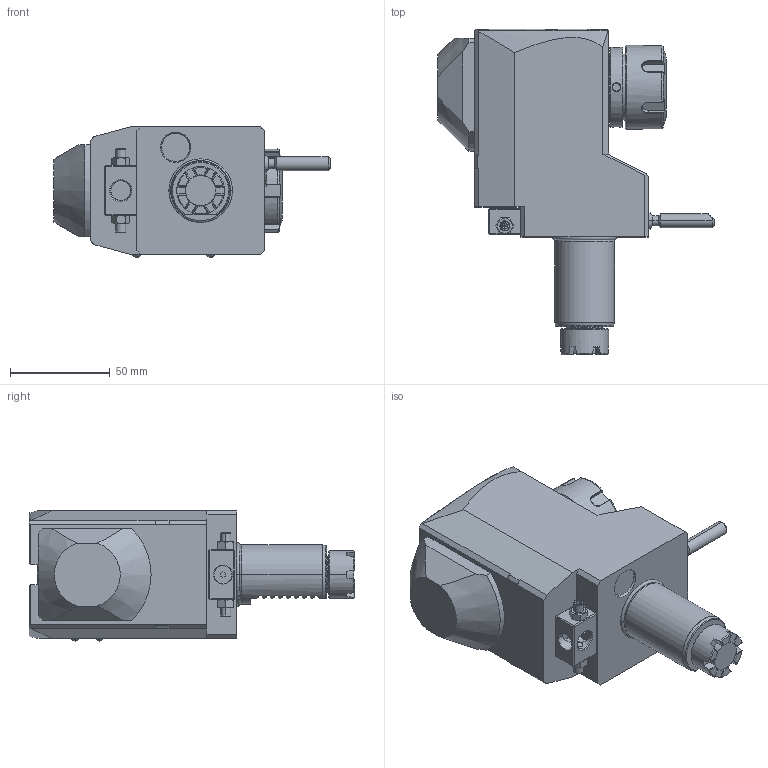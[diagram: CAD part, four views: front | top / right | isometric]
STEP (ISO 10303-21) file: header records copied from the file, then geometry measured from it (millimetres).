
FILE_DESCRIPTION((''),'2;1');
FILE_NAME('NGT1_30_441_25_2_1_75','2017-03-10T',('vali'),('NOVA GRUP'),'PRO/ENGINEER BY PARAMETRIC TECHNOLOGY CORPORATION, 2010280','PRO/ENGINEER BY PARAMETRIC TECHNOLOGY CORPORATION, 2010280','');
FILE_SCHEMA(('CONFIG_CONTROL_DESIGN'));
Length unit declared in the file: millimetre
Products named in the file (1): NGT1_30_441_25_2_1_75
Bounding box: 138.38 x 163 x 65.4 mm (x, y, z)
Volume: 564945.2 mm3; surface area: 54412.2 mm2
Topology: 1 solids, 1 shells, 463 faces, 1190 edges, 738 vertices
Faces by surface type: plane 226, cylinder 86, cone 75, bspline 54, torus 14, sphere 6, extrusion 2
Entity records: 19542 total; most frequent: CARTESIAN_POINT 9044, ORIENTED_EDGE 2348, DIRECTION 1878, EDGE_CURVE 1174, VERTEX_POINT 738, AXIS2_PLACEMENT_3D 650, VECTOR 578, LINE 576
